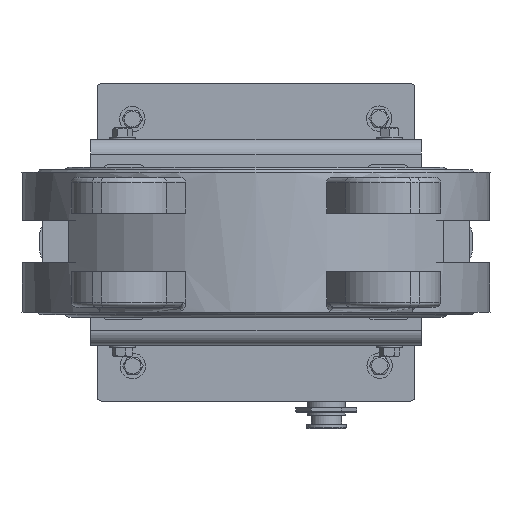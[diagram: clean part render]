
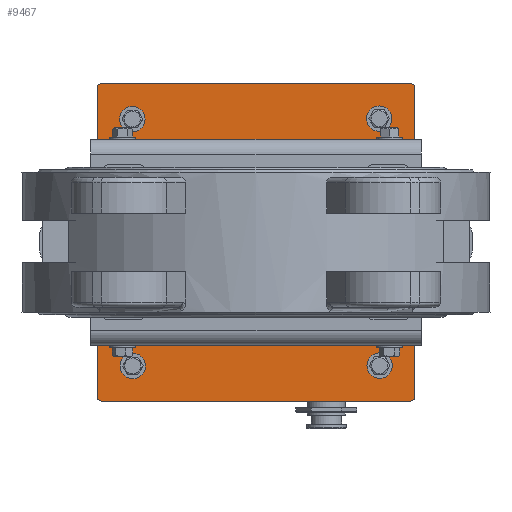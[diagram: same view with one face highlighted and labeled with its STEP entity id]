
A CAD part, front view. The second image highlights one B-rep face of the part: STEP entity #9467.
In plain terms, the highlighted planar face has unit normal (0, -1, 0).
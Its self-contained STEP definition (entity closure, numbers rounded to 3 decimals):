
#205=FACE_BOUND('',#1908,.T.);
#678=CIRCLE('',#10413,27.);
#682=CIRCLE('',#10421,2.);
#684=CIRCLE('',#10425,2.);
#686=CIRCLE('',#10429,2.);
#688=CIRCLE('',#10433,2.);
#1336=FACE_OUTER_BOUND('',#1907,.T.);
#1907=EDGE_LOOP('',(#7598,#7599,#7600,#7601,#7602,#7603,#7604,#7605));
#1908=EDGE_LOOP('',(#7606));
#2668=LINE('',#16501,#3422);
#2672=LINE('',#16513,#3426);
#2676=LINE('',#16525,#3430);
#2680=LINE('',#16536,#3434);
#3422=VECTOR('',#12454,10.);
#3426=VECTOR('',#12466,10.);
#3430=VECTOR('',#12478,10.);
#3434=VECTOR('',#12490,10.);
#4212=VERTEX_POINT('',#16476);
#4216=VERTEX_POINT('',#16491);
#4217=VERTEX_POINT('',#16492);
#4220=VERTEX_POINT('',#16500);
#4222=VERTEX_POINT('',#16506);
#4224=VERTEX_POINT('',#16512);
#4226=VERTEX_POINT('',#16518);
#4228=VERTEX_POINT('',#16524);
#4230=VERTEX_POINT('',#16530);
#5357=EDGE_CURVE('',#4212,#4212,#678,.T.);
#5363=EDGE_CURVE('',#4216,#4217,#682,.T.);
#5367=EDGE_CURVE('',#4220,#4216,#2668,.T.);
#5370=EDGE_CURVE('',#4222,#4220,#684,.T.);
#5373=EDGE_CURVE('',#4224,#4222,#2672,.T.);
#5376=EDGE_CURVE('',#4226,#4224,#686,.T.);
#5379=EDGE_CURVE('',#4228,#4226,#2676,.T.);
#5382=EDGE_CURVE('',#4230,#4228,#688,.T.);
#5385=EDGE_CURVE('',#4217,#4230,#2680,.T.);
#7598=ORIENTED_EDGE('',*,*,#5385,.F.);
#7599=ORIENTED_EDGE('',*,*,#5363,.F.);
#7600=ORIENTED_EDGE('',*,*,#5367,.F.);
#7601=ORIENTED_EDGE('',*,*,#5370,.F.);
#7602=ORIENTED_EDGE('',*,*,#5373,.F.);
#7603=ORIENTED_EDGE('',*,*,#5376,.F.);
#7604=ORIENTED_EDGE('',*,*,#5379,.F.);
#7605=ORIENTED_EDGE('',*,*,#5382,.F.);
#7606=ORIENTED_EDGE('',*,*,#5357,.T.);
#8562=PLANE('',#10437);
#9467=ADVANCED_FACE('',(#1336,#205),#8562,.F.);
#10413=AXIS2_PLACEMENT_3D('',#16478,#12428,#12429);
#10421=AXIS2_PLACEMENT_3D('',#16493,#12446,#12447);
#10425=AXIS2_PLACEMENT_3D('',#16507,#12459,#12460);
#10429=AXIS2_PLACEMENT_3D('',#16519,#12471,#12472);
#10433=AXIS2_PLACEMENT_3D('',#16531,#12483,#12484);
#10437=AXIS2_PLACEMENT_3D('',#16539,#12494,#12495);
#12428=DIRECTION('center_axis',(0.,1.,0.));
#12429=DIRECTION('ref_axis',(1.,0.,0.));
#12446=DIRECTION('center_axis',(0.,1.,0.));
#12447=DIRECTION('ref_axis',(0.,0.,-1.));
#12454=DIRECTION('',(-1.,0.,0.));
#12459=DIRECTION('center_axis',(0.,1.,0.));
#12460=DIRECTION('ref_axis',(1.,0.,0.));
#12466=DIRECTION('',(0.,0.,-1.));
#12471=DIRECTION('center_axis',(0.,1.,0.));
#12472=DIRECTION('ref_axis',(0.,0.,1.));
#12478=DIRECTION('',(1.,0.,0.));
#12483=DIRECTION('center_axis',(0.,1.,0.));
#12484=DIRECTION('ref_axis',(-1.,0.,0.));
#12490=DIRECTION('',(0.,0.,1.));
#12494=DIRECTION('center_axis',(0.,1.,0.));
#12495=DIRECTION('ref_axis',(0.,0.,1.));
#16476=CARTESIAN_POINT('',(-27.,0.,0.));
#16478=CARTESIAN_POINT('Origin',(0.,0.,0.));
#16491=CARTESIAN_POINT('',(-60.5,0.,-62.5));
#16492=CARTESIAN_POINT('',(-62.5,0.,-60.5));
#16493=CARTESIAN_POINT('Origin',(-60.5,0.,-60.5));
#16500=CARTESIAN_POINT('',(60.5,0.,-62.5));
#16501=CARTESIAN_POINT('',(60.5,0.,-62.5));
#16506=CARTESIAN_POINT('',(62.5,0.,-60.5));
#16507=CARTESIAN_POINT('Origin',(60.5,0.,-60.5));
#16512=CARTESIAN_POINT('',(62.5,0.,60.5));
#16513=CARTESIAN_POINT('',(62.5,0.,60.5));
#16518=CARTESIAN_POINT('',(60.5,0.,62.5));
#16519=CARTESIAN_POINT('Origin',(60.5,0.,60.5));
#16524=CARTESIAN_POINT('',(-60.5,0.,62.5));
#16525=CARTESIAN_POINT('',(-60.5,0.,62.5));
#16530=CARTESIAN_POINT('',(-62.5,0.,60.5));
#16531=CARTESIAN_POINT('Origin',(-60.5,0.,60.5));
#16536=CARTESIAN_POINT('',(-62.5,0.,-60.5));
#16539=CARTESIAN_POINT('Origin',(0.,0.,0.));
